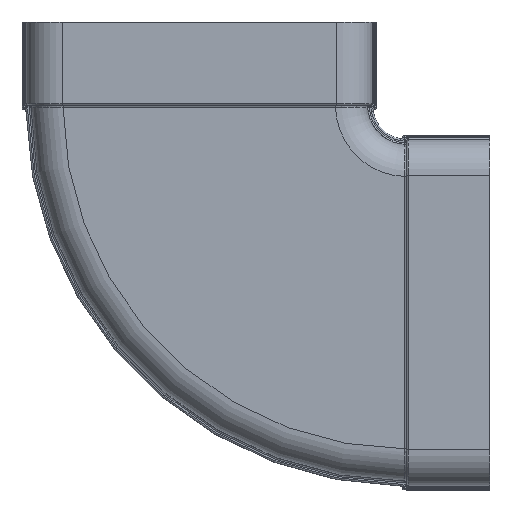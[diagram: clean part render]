
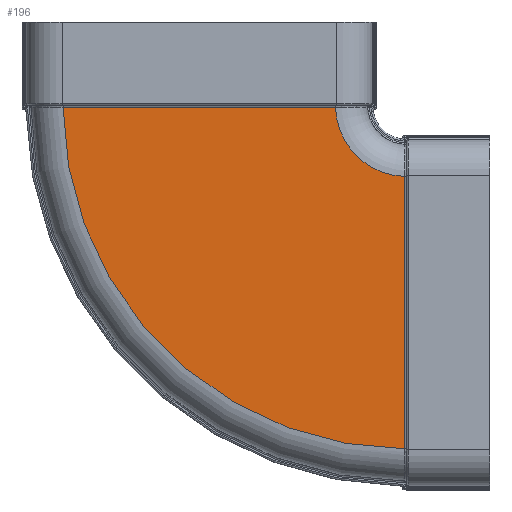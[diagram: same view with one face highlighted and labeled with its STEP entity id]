
A CAD part, top view. The second image highlights one B-rep face of the part: STEP entity #196.
In plain terms, the highlighted face is planar.
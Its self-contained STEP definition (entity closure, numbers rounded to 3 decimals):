
#196=ADVANCED_FACE('',(#583),#584,.T.);
#583=FACE_OUTER_BOUND('',#2858,.T.);
#584=PLANE('',#2859);
#2858=EDGE_LOOP('',(#7203,#7204,#7205,#7206,#7207,#7208));
#2859=AXIS2_PLACEMENT_3D('',#7209,#7210,#7211);
#7203=ORIENTED_EDGE('',*,*,#8930,.T.);
#7204=ORIENTED_EDGE('',*,*,#8931,.F.);
#7205=ORIENTED_EDGE('',*,*,#8932,.T.);
#7206=ORIENTED_EDGE('',*,*,#8933,.T.);
#7207=ORIENTED_EDGE('',*,*,#8934,.F.);
#7208=ORIENTED_EDGE('',*,*,#8935,.T.);
#7209=CARTESIAN_POINT('',(0.,74.8,0.));
#7210=DIRECTION('',(0.,1.0,0.));
#7211=DIRECTION('',(1.0,0.,0.0));
#8930=EDGE_CURVE('',#9872,#9873,#9874,.T.);
#8931=EDGE_CURVE('',#9875,#9873,#9876,.T.);
#8932=EDGE_CURVE('',#9875,#9877,#9878,.T.);
#8933=EDGE_CURVE('',#9877,#9879,#9880,.T.);
#8934=EDGE_CURVE('',#9881,#9879,#9882,.T.);
#8935=EDGE_CURVE('',#9881,#9872,#9883,.T.);
#9872=VERTEX_POINT('',#11428);
#9873=VERTEX_POINT('',#11429);
#9874=LINE('',#11430,#11431);
#9875=VERTEX_POINT('',#11432);
#9876=CIRCLE('',#11433,173.139);
#9877=VERTEX_POINT('',#11434);
#9878=LINE('',#11435,#11436);
#9879=VERTEX_POINT('',#11437);
#9880=LINE('',#11438,#11439);
#9881=VERTEX_POINT('',#11440);
#9882=CIRCLE('',#11441,35.861);
#9883=LINE('',#11442,#11443);
#11428=CARTESIAN_POINT('',(-0.95,74.8,-104.491));
#11429=CARTESIAN_POINT('',(-0.95,74.8,-173.136));
#11430=CARTESIAN_POINT('',(-0.95,74.8,-106.017));
#11431=VECTOR('',#13510,67.119);
#11432=CARTESIAN_POINT('',(-173.136,74.8,-0.95));
#11433=AXIS2_PLACEMENT_3D('',#13511,#13512,#13513);
#11434=CARTESIAN_POINT('',(-104.491,74.8,-0.95));
#11435=CARTESIAN_POINT('',(-173.136,74.8,-0.95));
#11436=VECTOR('',#13514,67.119);
#11437=CARTESIAN_POINT('',(-35.848,74.8,-0.95));
#11438=CARTESIAN_POINT('',(-61.643,74.8,-0.95));
#11439=VECTOR('',#13515,25.794);
#11440=CARTESIAN_POINT('',(-0.95,74.8,-35.848));
#11441=AXIS2_PLACEMENT_3D('',#13516,#13517,#13518);
#11442=CARTESIAN_POINT('',(-0.95,74.8,-35.848));
#11443=VECTOR('',#13519,25.794);
#13510=DIRECTION('',(0.,0.,-1.0));
#13511=CARTESIAN_POINT('',(0.,74.8,0.));
#13512=DIRECTION('',(0.,-1.0,0.));
#13513=DIRECTION('',(-1.,0.,-0.005));
#13514=DIRECTION('',(1.0,0.,0.));
#13515=DIRECTION('',(1.0,0.,0.));
#13516=CARTESIAN_POINT('',(0.,74.8,0.));
#13517=DIRECTION('',(0.,1.0,0.));
#13518=DIRECTION('',(-0.026,0.,-1.));
#13519=DIRECTION('',(0.,0.,-1.0));
